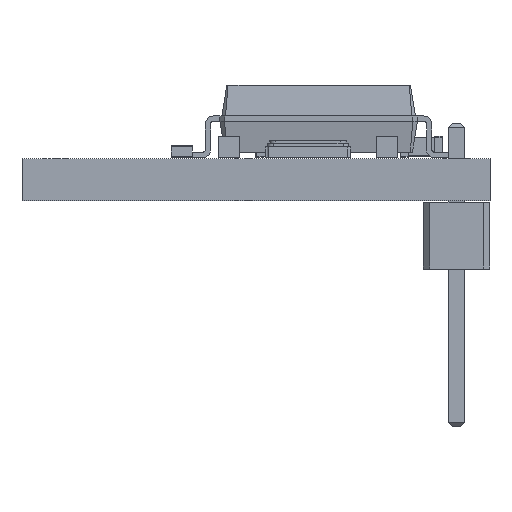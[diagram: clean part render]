
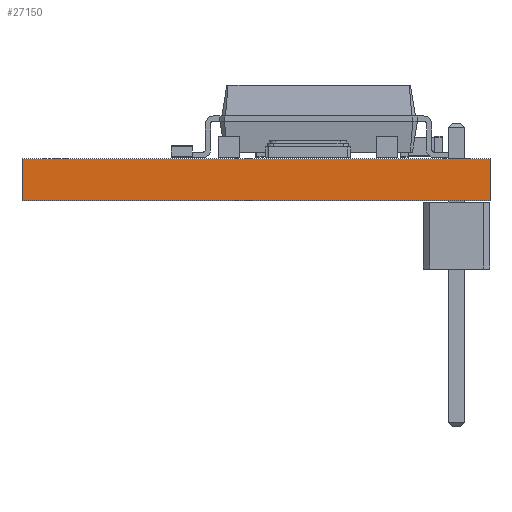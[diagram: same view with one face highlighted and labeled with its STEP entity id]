
A CAD part, front view. The second image highlights one B-rep face of the part: STEP entity #27150.
In plain terms, the highlighted planar face has unit normal (0, -1, 0).
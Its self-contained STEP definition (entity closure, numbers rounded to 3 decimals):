
#27034 = EDGE_CURVE('',#27035,#27037,#27039,.T.);
#27035 = VERTEX_POINT('',#27036);
#27036 = CARTESIAN_POINT('',(120.65,-82.55,0.));
#27037 = VERTEX_POINT('',#27038);
#27038 = CARTESIAN_POINT('',(120.65,-82.55,1.6));
#27039 = SURFACE_CURVE('',#27040,(#27044,#27056),.PCURVE_S1.);
#27040 = LINE('',#27041,#27042);
#27041 = CARTESIAN_POINT('',(120.65,-82.55,0.));
#27042 = VECTOR('',#27043,1.);
#27043 = DIRECTION('',(0.,0.,1.));
#27044 = PCURVE('',#27045,#27050);
#27045 = PLANE('',#27046);
#27046 = AXIS2_PLACEMENT_3D('',#27047,#27048,#27049);
#27047 = CARTESIAN_POINT('',(120.65,-82.55,0.));
#27048 = DIRECTION('',(-1.,0.,0.));
#27049 = DIRECTION('',(0.,1.,0.));
#27050 = DEFINITIONAL_REPRESENTATION('',(#27051),#27055);
#27051 = LINE('',#27052,#27053);
#27052 = CARTESIAN_POINT('',(0.,0.));
#27053 = VECTOR('',#27054,1.);
#27054 = DIRECTION('',(0.,-1.));
#27055 = ( GEOMETRIC_REPRESENTATION_CONTEXT(2) 
PARAMETRIC_REPRESENTATION_CONTEXT() REPRESENTATION_CONTEXT('2D SPACE',''
  ) );
#27056 = PCURVE('',#27057,#27062);
#27057 = PLANE('',#27058);
#27058 = AXIS2_PLACEMENT_3D('',#27059,#27060,#27061);
#27059 = CARTESIAN_POINT('',(102.87,-82.55,0.));
#27060 = DIRECTION('',(0.,1.,0.));
#27061 = DIRECTION('',(1.,0.,0.));
#27062 = DEFINITIONAL_REPRESENTATION('',(#27063),#27067);
#27063 = LINE('',#27064,#27065);
#27064 = CARTESIAN_POINT('',(17.78,0.));
#27065 = VECTOR('',#27066,1.);
#27066 = DIRECTION('',(0.,-1.));
#27067 = ( GEOMETRIC_REPRESENTATION_CONTEXT(2) 
PARAMETRIC_REPRESENTATION_CONTEXT() REPRESENTATION_CONTEXT('2D SPACE',''
  ) );
#27085 = PLANE('',#27086);
#27086 = AXIS2_PLACEMENT_3D('',#27087,#27088,#27089);
#27087 = CARTESIAN_POINT('',(111.76,-72.39,1.6));
#27088 = DIRECTION('',(0.,0.,1.));
#27089 = DIRECTION('',(1.,0.,-0.));
#27139 = PLANE('',#27140);
#27140 = AXIS2_PLACEMENT_3D('',#27141,#27142,#27143);
#27141 = CARTESIAN_POINT('',(111.76,-72.39,0.));
#27142 = DIRECTION('',(0.,0.,1.));
#27143 = DIRECTION('',(1.,0.,-0.));
#27150 = ADVANCED_FACE('',(#27151),#27057,.F.);
#27151 = FACE_BOUND('',#27152,.F.);
#27152 = EDGE_LOOP('',(#27153,#27183,#27204,#27205));
#27153 = ORIENTED_EDGE('',*,*,#27154,.T.);
#27154 = EDGE_CURVE('',#27155,#27157,#27159,.T.);
#27155 = VERTEX_POINT('',#27156);
#27156 = CARTESIAN_POINT('',(102.87,-82.55,0.));
#27157 = VERTEX_POINT('',#27158);
#27158 = CARTESIAN_POINT('',(102.87,-82.55,1.6));
#27159 = SURFACE_CURVE('',#27160,(#27164,#27171),.PCURVE_S1.);
#27160 = LINE('',#27161,#27162);
#27161 = CARTESIAN_POINT('',(102.87,-82.55,0.));
#27162 = VECTOR('',#27163,1.);
#27163 = DIRECTION('',(0.,0.,1.));
#27164 = PCURVE('',#27057,#27165);
#27165 = DEFINITIONAL_REPRESENTATION('',(#27166),#27170);
#27166 = LINE('',#27167,#27168);
#27167 = CARTESIAN_POINT('',(0.,0.));
#27168 = VECTOR('',#27169,1.);
#27169 = DIRECTION('',(0.,-1.));
#27170 = ( GEOMETRIC_REPRESENTATION_CONTEXT(2) 
PARAMETRIC_REPRESENTATION_CONTEXT() REPRESENTATION_CONTEXT('2D SPACE',''
  ) );
#27171 = PCURVE('',#27172,#27177);
#27172 = PLANE('',#27173);
#27173 = AXIS2_PLACEMENT_3D('',#27174,#27175,#27176);
#27174 = CARTESIAN_POINT('',(102.87,-62.23,0.));
#27175 = DIRECTION('',(1.,0.,-0.));
#27176 = DIRECTION('',(0.,-1.,0.));
#27177 = DEFINITIONAL_REPRESENTATION('',(#27178),#27182);
#27178 = LINE('',#27179,#27180);
#27179 = CARTESIAN_POINT('',(20.32,0.));
#27180 = VECTOR('',#27181,1.);
#27181 = DIRECTION('',(0.,-1.));
#27182 = ( GEOMETRIC_REPRESENTATION_CONTEXT(2) 
PARAMETRIC_REPRESENTATION_CONTEXT() REPRESENTATION_CONTEXT('2D SPACE',''
  ) );
#27183 = ORIENTED_EDGE('',*,*,#27184,.T.);
#27184 = EDGE_CURVE('',#27157,#27037,#27185,.T.);
#27185 = SURFACE_CURVE('',#27186,(#27190,#27197),.PCURVE_S1.);
#27186 = LINE('',#27187,#27188);
#27187 = CARTESIAN_POINT('',(102.87,-82.55,1.6));
#27188 = VECTOR('',#27189,1.);
#27189 = DIRECTION('',(1.,0.,0.));
#27190 = PCURVE('',#27057,#27191);
#27191 = DEFINITIONAL_REPRESENTATION('',(#27192),#27196);
#27192 = LINE('',#27193,#27194);
#27193 = CARTESIAN_POINT('',(0.,-1.6));
#27194 = VECTOR('',#27195,1.);
#27195 = DIRECTION('',(1.,0.));
#27196 = ( GEOMETRIC_REPRESENTATION_CONTEXT(2) 
PARAMETRIC_REPRESENTATION_CONTEXT() REPRESENTATION_CONTEXT('2D SPACE',''
  ) );
#27197 = PCURVE('',#27085,#27198);
#27198 = DEFINITIONAL_REPRESENTATION('',(#27199),#27203);
#27199 = LINE('',#27200,#27201);
#27200 = CARTESIAN_POINT('',(-8.89,-10.16));
#27201 = VECTOR('',#27202,1.);
#27202 = DIRECTION('',(1.,0.));
#27203 = ( GEOMETRIC_REPRESENTATION_CONTEXT(2) 
PARAMETRIC_REPRESENTATION_CONTEXT() REPRESENTATION_CONTEXT('2D SPACE',''
  ) );
#27204 = ORIENTED_EDGE('',*,*,#27034,.F.);
#27205 = ORIENTED_EDGE('',*,*,#27206,.F.);
#27206 = EDGE_CURVE('',#27155,#27035,#27207,.T.);
#27207 = SURFACE_CURVE('',#27208,(#27212,#27219),.PCURVE_S1.);
#27208 = LINE('',#27209,#27210);
#27209 = CARTESIAN_POINT('',(102.87,-82.55,0.));
#27210 = VECTOR('',#27211,1.);
#27211 = DIRECTION('',(1.,0.,0.));
#27212 = PCURVE('',#27057,#27213);
#27213 = DEFINITIONAL_REPRESENTATION('',(#27214),#27218);
#27214 = LINE('',#27215,#27216);
#27215 = CARTESIAN_POINT('',(0.,0.));
#27216 = VECTOR('',#27217,1.);
#27217 = DIRECTION('',(1.,0.));
#27218 = ( GEOMETRIC_REPRESENTATION_CONTEXT(2) 
PARAMETRIC_REPRESENTATION_CONTEXT() REPRESENTATION_CONTEXT('2D SPACE',''
  ) );
#27219 = PCURVE('',#27139,#27220);
#27220 = DEFINITIONAL_REPRESENTATION('',(#27221),#27225);
#27221 = LINE('',#27222,#27223);
#27222 = CARTESIAN_POINT('',(-8.89,-10.16));
#27223 = VECTOR('',#27224,1.);
#27224 = DIRECTION('',(1.,0.));
#27225 = ( GEOMETRIC_REPRESENTATION_CONTEXT(2) 
PARAMETRIC_REPRESENTATION_CONTEXT() REPRESENTATION_CONTEXT('2D SPACE',''
  ) );
